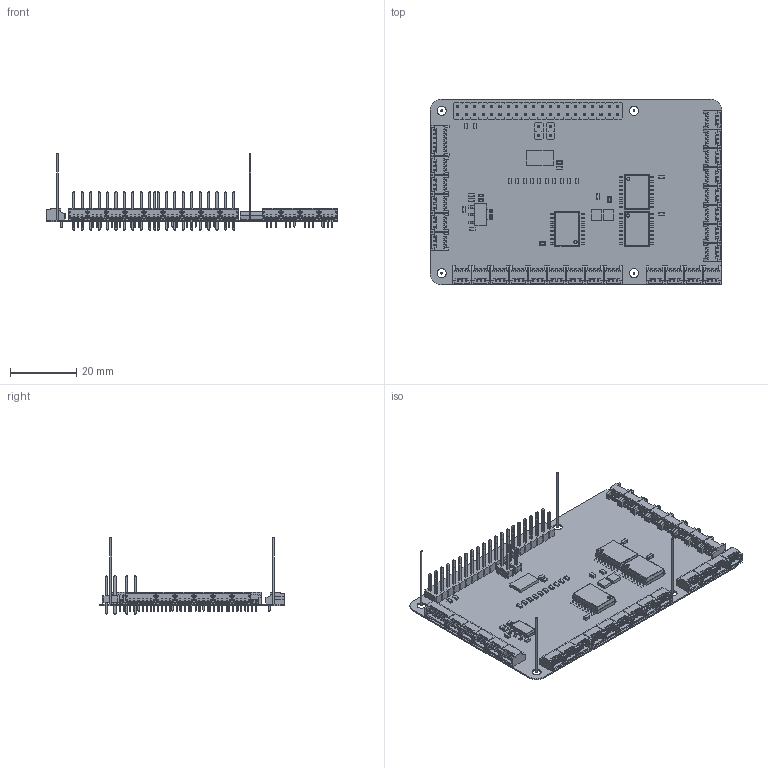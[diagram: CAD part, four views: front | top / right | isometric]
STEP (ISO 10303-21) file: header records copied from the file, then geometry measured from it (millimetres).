
FILE_DESCRIPTION(('Open CASCADE Model'),'2;1');
FILE_NAME('Open CASCADE Shape Model','2021-09-28T20:02:16',('Author'),( 'Open CASCADE'),'Open CASCADE STEP processor 6.8','Open CASCADE 6.8' ,'Unknown');
FILE_SCHEMA(('AUTOMOTIVE_DESIGN { 1 0 10303 214 1 1 1 1 }'));
Length unit declared in the file: millimetre
Products named in the file (140): PCB; Board; Open CASCADE STEP translator 6.8 1.1.1; R14; 6064087152; Mid_Body; Terminal; Open_CASCADE_STEP_translator_6.8_15.2.1; Mark; U1; 5611162896; Body; Open_CASCADE_STEP_translator_6.8_79.1.1; Lead; Tab; R3; 6064087392; R2; D2; 150060AS75000_STP_150060xS75000_rev1; housing; cover; base; Polarity_Mark; D1; C3; 6064086752; Open_CASCADE_STEP_translator_6.8_14.1.1; Open_CASCADE_STEP_translator_6.8_14.1.2; Open_CASCADE_STEP_translator_6.8_14.2.1; C2; 6064087712; J16; 530480310; Open CASCADE STEP translator 6.8 1.10.1.1; Open CASCADE STEP translator 6.8 1.10.1.2; U4; 5953655072; Extruded; JP13 ...
Assembly tree (264 placements, depth 5):
  PCB
    Board
      Open CASCADE STEP translator 6.8 1.1.1
    R14
      6064087152
        Mid_Body
        Terminal  x2
          Open_CASCADE_STEP_translator_6.8_15.2.1
        Mark
    U1
      5611162896
        Body
          Open_CASCADE_STEP_translator_6.8_79.1.1
        Lead  x3
        Tab
    R3
      6064087392
        Mid_Body
        Terminal  x2
          Open_CASCADE_STEP_translator_6.8_15.2.1
        Mark
    R2
      6064087392
        Mid_Body
        Terminal  x2
          Open_CASCADE_STEP_translator_6.8_15.2.1
        Mark
    D2
      150060AS75000_STP_150060xS75000_rev1
        housing
        cover
        base  x2
        Polarity_Mark
    D1
      150060AS75000_STP_150060xS75000_rev1
        housing
        cover
        base  x2
        Polarity_Mark
    C3
      6064086752
        Terminal
          Open_CASCADE_STEP_translator_6.8_14.1.1
          Open_CASCADE_STEP_translator_6.8_14.1.2
        Mid_Body
          Open_CASCADE_STEP_translator_6.8_14.2.1
    C2
      6064087712
        Terminal
          Open_CASCADE_STEP_translator_6.8_14.1.1
          Open_CASCADE_STEP_translator_6.8_14.1.2
        Mid_Body
          Open_CASCADE_STEP_translator_6.8_14.2.1
    J16
      530480310
        Open CASCADE STEP translator 6.8 1.10.1.1
        Open CASCADE STEP translator 6.8 1.10.1.2
    U4
      5953655072
        Extruded
Bounding box: 88 x 56 x 22.97 mm (x, y, z)
Volume: 4811.4 mm3; surface area: 19048.1 mm2
Topology: 232 solids, 235 shells, 7519 faces, 18678 edges, 11773 vertices
Faces by surface type: plane 5969, cylinder 736, bspline 704, sphere 110
Full cylindrical faces by diameter (mm): 0.5 x4, 0.55 x84, 0.95 x3, 1.15 x44, 2.75 x4
Entity records: 53293 total; most frequent: CARTESIAN_POINT 12417, ORIENTED_EDGE 7588, DIRECTION 7555, EDGE_CURVE 3795, LINE 3075, VECTOR 3075, VERTEX_POINT 2386, AXIS2_PLACEMENT_3D 2240
